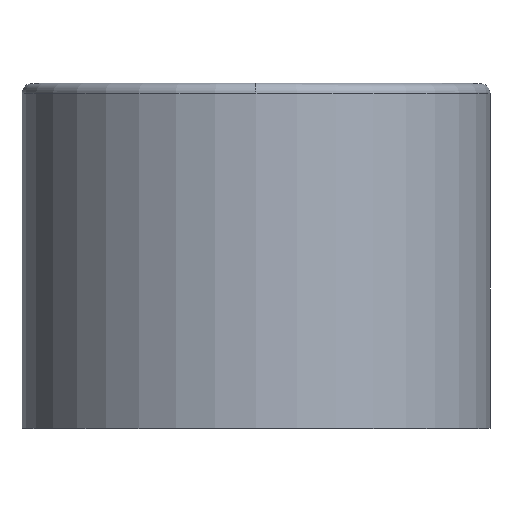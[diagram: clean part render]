
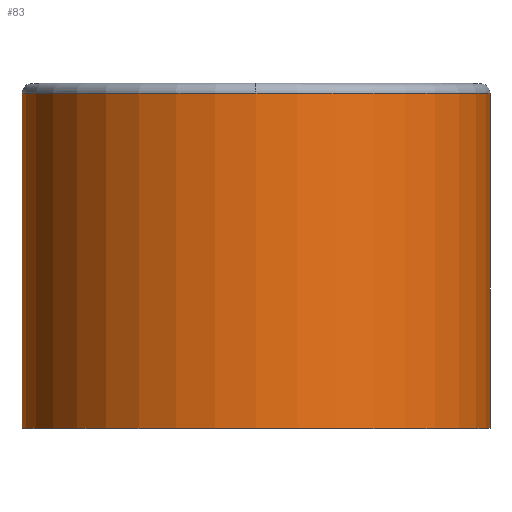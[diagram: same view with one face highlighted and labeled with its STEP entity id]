
A CAD part, top view. The second image highlights one B-rep face of the part: STEP entity #83.
In plain terms, the highlighted cylindrical face has radius 4.75 mm (diameter 9.5 mm), a partial arc.
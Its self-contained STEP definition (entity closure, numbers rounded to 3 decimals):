
#83=ADVANCED_FACE('',(#103),#104,.T.);
#103=FACE_OUTER_BOUND('',#126,.T.);
#104=CYLINDRICAL_SURFACE('',#127,4.75);
#126=EDGE_LOOP('',(#192,#193,#194,#195,#196));
#127=AXIS2_PLACEMENT_3D('',#197,#198,#199);
#192=ORIENTED_EDGE('',*,*,#214,.T.);
#193=ORIENTED_EDGE('',*,*,#236,.F.);
#194=ORIENTED_EDGE('',*,*,#220,.F.);
#195=ORIENTED_EDGE('',*,*,#216,.T.);
#196=ORIENTED_EDGE('',*,*,#237,.F.);
#197=CARTESIAN_POINT('',(0.0,3.5,0.0));
#198=DIRECTION('',(-0.0,1.0,0.0));
#199=DIRECTION('',(1.0,0.0,0.0));
#214=EDGE_CURVE('',#238,#239,#240,.T.);
#216=EDGE_CURVE('',#243,#241,#244,.T.);
#220=EDGE_CURVE('',#243,#250,#251,.T.);
#236=EDGE_CURVE('',#250,#239,#276,.T.);
#237=EDGE_CURVE('',#238,#241,#277,.T.);
#238=VERTEX_POINT('',#278);
#239=VERTEX_POINT('',#279);
#240=LINE('',#280,#281);
#241=VERTEX_POINT('',#282);
#243=VERTEX_POINT('',#284);
#244=LINE('',#285,#286);
#250=VERTEX_POINT('',#292);
#251=CIRCLE('',#293,4.75);
#276=CIRCLE('',#330,4.75);
#277=CIRCLE('',#331,4.75);
#278=CARTESIAN_POINT('',(4.75,0.0,0.0));
#279=CARTESIAN_POINT('',(4.75,6.8,0.0));
#280=CARTESIAN_POINT('',(4.75,3.5,0.));
#281=VECTOR('',#332,1.0);
#282=CARTESIAN_POINT('',(-4.75,0.0,0.));
#284=CARTESIAN_POINT('',(-4.75,6.8,0.));
#285=CARTESIAN_POINT('',(-4.75,3.5,0.));
#286=VECTOR('',#336,1.0);
#292=CARTESIAN_POINT('',(0.,6.8,4.75));
#293=AXIS2_PLACEMENT_3D('',#346,#347,#348);
#330=AXIS2_PLACEMENT_3D('',#370,#371,#372);
#331=AXIS2_PLACEMENT_3D('',#373,#374,#375);
#332=DIRECTION('',(0.0,1.0,0.0));
#336=DIRECTION('',(-0.0,-1.0,-0.0));
#346=CARTESIAN_POINT('',(0.0,6.8,0.0));
#347=DIRECTION('',(-0.0,1.0,0.0));
#348=DIRECTION('',(1.0,0.0,0.0));
#370=CARTESIAN_POINT('',(0.0,6.8,0.0));
#371=DIRECTION('',(-0.0,1.0,0.0));
#372=DIRECTION('',(1.0,0.0,0.0));
#373=CARTESIAN_POINT('',(0.0,0.0,0.0));
#374=DIRECTION('',(0.0,-1.0,0.0));
#375=DIRECTION('',(1.0,0.0,0.0));
